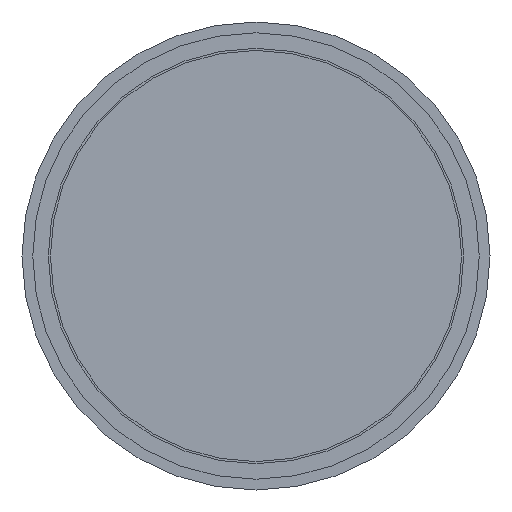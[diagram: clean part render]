
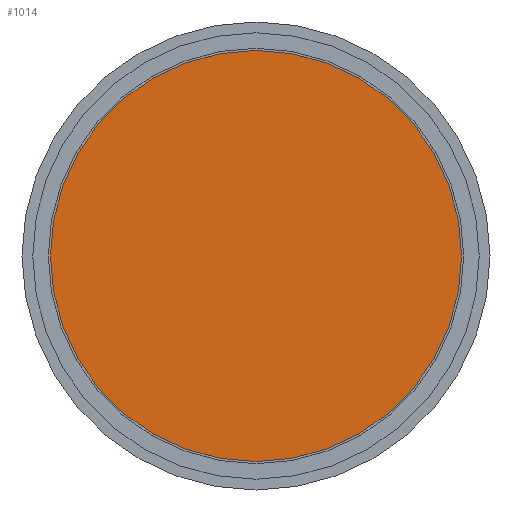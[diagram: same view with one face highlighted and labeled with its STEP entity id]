
A CAD part, left-side view. The second image highlights one B-rep face of the part: STEP entity #1014.
In plain terms, the highlighted planar face has unit normal (-1, 0, 0).
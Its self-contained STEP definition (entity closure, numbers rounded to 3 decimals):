
#921 = VERTEX_POINT('',#922);
#922 = CARTESIAN_POINT('',(998.,200.,0.));
#929 = CYLINDRICAL_SURFACE('',#930,200.);
#930 = AXIS2_PLACEMENT_3D('',#931,#932,#933);
#931 = CARTESIAN_POINT('',(1000.,0.,0.));
#932 = DIRECTION('',(1.,0.,0.));
#933 = DIRECTION('',(0.,1.,0.));
#948 = EDGE_CURVE('',#921,#921,#949,.T.);
#949 = SURFACE_CURVE('',#950,(#955,#962),.PCURVE_S1.);
#950 = CIRCLE('',#951,200.);
#951 = AXIS2_PLACEMENT_3D('',#952,#953,#954);
#952 = CARTESIAN_POINT('',(998.,0.,0.));
#953 = DIRECTION('',(1.,0.,0.));
#954 = DIRECTION('',(0.,1.,0.));
#955 = PCURVE('',#929,#956);
#956 = DEFINITIONAL_REPRESENTATION('',(#957),#961);
#957 = LINE('',#958,#959);
#958 = CARTESIAN_POINT('',(0.,-2.));
#959 = VECTOR('',#960,1.);
#960 = DIRECTION('',(1.,0.));
#961 = ( GEOMETRIC_REPRESENTATION_CONTEXT(2) 
PARAMETRIC_REPRESENTATION_CONTEXT() REPRESENTATION_CONTEXT('2D SPACE',''
  ) );
#962 = PCURVE('',#963,#968);
#963 = PLANE('',#964);
#964 = AXIS2_PLACEMENT_3D('',#965,#966,#967);
#965 = CARTESIAN_POINT('',(998.,200.,0.));
#966 = DIRECTION('',(-1.,0.,0.));
#967 = DIRECTION('',(0.,0.,-1.));
#968 = DEFINITIONAL_REPRESENTATION('',(#969),#977);
#969 = ( BOUNDED_CURVE() B_SPLINE_CURVE(2,(#970,#971,#972,#973,#974,#975
,#976),.UNSPECIFIED.,.F.,.F.) B_SPLINE_CURVE_WITH_KNOTS((1,2,2,2,2,1),(
    -2.094,0.,2.094,4.189,6.283,
8.378),.UNSPECIFIED.) CURVE() GEOMETRIC_REPRESENTATION_ITEM() 
RATIONAL_B_SPLINE_CURVE((1.,0.5,1.,0.5,1.,0.5,1.)) REPRESENTATION_ITEM(
  '') );
#970 = CARTESIAN_POINT('',(0.,0.));
#971 = CARTESIAN_POINT('',(-346.41,0.));
#972 = CARTESIAN_POINT('',(-173.205,300.));
#973 = CARTESIAN_POINT('',(0.,600.));
#974 = CARTESIAN_POINT('',(173.205,300.));
#975 = CARTESIAN_POINT('',(346.41,0.));
#976 = CARTESIAN_POINT('',(0.,0.));
#977 = ( GEOMETRIC_REPRESENTATION_CONTEXT(2) 
PARAMETRIC_REPRESENTATION_CONTEXT() REPRESENTATION_CONTEXT('2D SPACE',''
  ) );
#1014 = ADVANCED_FACE('',(#1015),#963,.T.);
#1015 = FACE_BOUND('',#1016,.F.);
#1016 = EDGE_LOOP('',(#1017));
#1017 = ORIENTED_EDGE('',*,*,#948,.T.);
